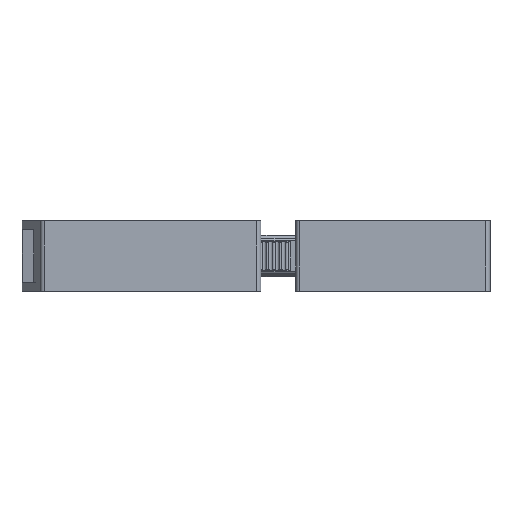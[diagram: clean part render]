
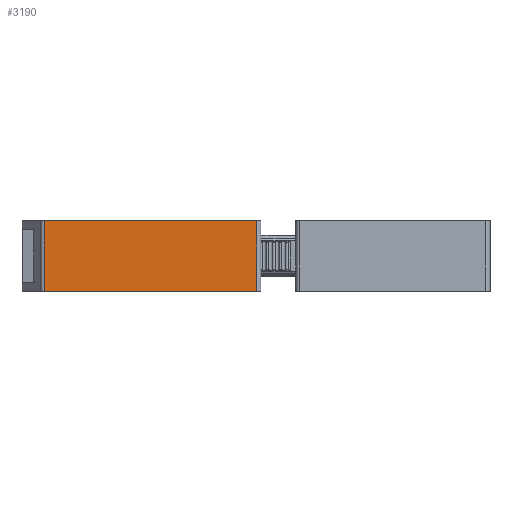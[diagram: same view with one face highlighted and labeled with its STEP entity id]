
A CAD part, front view. The second image highlights one B-rep face of the part: STEP entity #3190.
In plain terms, the highlighted planar face has unit normal (0, -1, 0).
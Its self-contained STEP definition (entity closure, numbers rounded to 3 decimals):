
#85=DIRECTION('',(1.,0.,0.));
#86=VECTOR('',#85,24.441);
#87=CARTESIAN_POINT('',(-24.941,-28.4,-4.05));
#88=LINE('',#87,#86);
#451=DIRECTION('',(0.,0.,1.));
#452=VECTOR('',#451,8.1);
#453=CARTESIAN_POINT('',(-24.941,-28.4,-4.05));
#454=LINE('',#453,#452);
#455=DIRECTION('',(1.,0.,0.));
#456=VECTOR('',#455,24.441);
#457=CARTESIAN_POINT('',(-24.941,-28.4,4.05));
#458=LINE('',#457,#456);
#459=DIRECTION('',(0.,0.,-1.));
#460=VECTOR('',#459,8.1);
#461=CARTESIAN_POINT('',(-0.5,-28.4,4.05));
#462=LINE('',#461,#460);
#2071=CARTESIAN_POINT('',(-24.941,-28.4,-4.05));
#2073=VERTEX_POINT('',#2071);
#2076=CARTESIAN_POINT('',(-0.5,-28.4,-4.05));
#2078=VERTEX_POINT('',#2076);
#2079=CARTESIAN_POINT('',(-0.5,-28.4,4.05));
#2080=VERTEX_POINT('',#2079);
#2154=CARTESIAN_POINT('',(-24.941,-28.4,4.05));
#2156=VERTEX_POINT('',#2154);
#3178=CARTESIAN_POINT('',(-25.36,-28.4,4.05));
#3179=DIRECTION('',(0.,-1.,0.));
#3180=DIRECTION('',(1.,0.,0.));
#3181=AXIS2_PLACEMENT_3D('',#3178,#3179,#3180);
#3182=PLANE('',#3181);
#3183=ORIENTED_EDGE('',*,*,#3172,.T.);
#3184=ORIENTED_EDGE('',*,*,#2778,.T.);
#3186=ORIENTED_EDGE('',*,*,#3185,.T.);
#3187=ORIENTED_EDGE('',*,*,#2671,.F.);
#3188=EDGE_LOOP('',(#3183,#3184,#3186,#3187));
#3189=FACE_OUTER_BOUND('',#3188,.F.);
#3190=ADVANCED_FACE('',(#3189),#3182,.T.);
#2671=EDGE_CURVE('',#2073,#2078,#88,.T.);
#2778=EDGE_CURVE('',#2156,#2080,#458,.T.);
#3172=EDGE_CURVE('',#2073,#2156,#454,.T.);
#3185=EDGE_CURVE('',#2080,#2078,#462,.T.);
